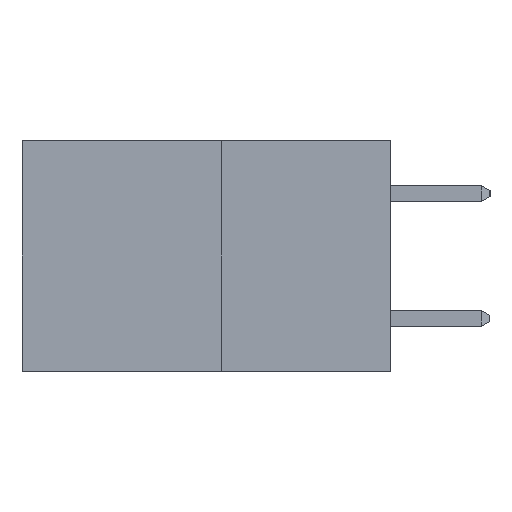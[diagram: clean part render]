
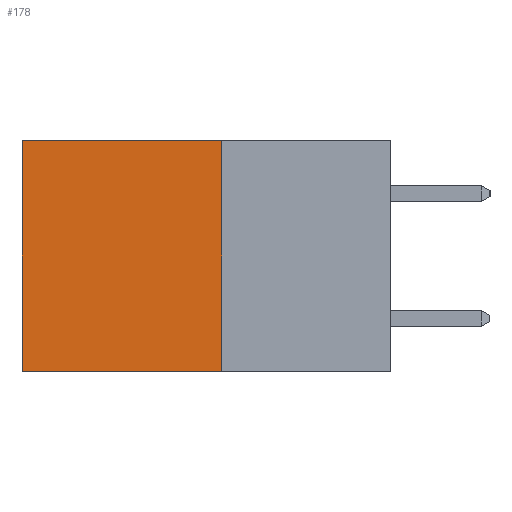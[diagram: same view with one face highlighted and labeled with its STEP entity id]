
A CAD part, left-side view. The second image highlights one B-rep face of the part: STEP entity #178.
In plain terms, the highlighted planar face has unit normal (-1, 0, 0).
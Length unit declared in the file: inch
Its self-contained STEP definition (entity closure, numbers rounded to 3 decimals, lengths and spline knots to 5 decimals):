
#67 = EDGE_CURVE ( 'NONE', #2702, #6993, #1179, .T. ) ;
#178 = ADVANCED_FACE ( 'NONE', ( #1076 ), #3895, .F. ) ;
#305 = LINE ( 'NONE', #8144, #7490 ) ;
#427 = ORIENTED_EDGE ( 'NONE', *, *, #67, .T. ) ;
#667 = ORIENTED_EDGE ( 'NONE', *, *, #1958, .T. ) ;
#704 = DIRECTION ( 'NONE',  ( 0., 0., -1. ) ) ;
#859 = CARTESIAN_POINT ( 'NONE',  ( 0.277, 0.27, -0.37 ) ) ;
#1075 = VERTEX_POINT ( 'NONE', #7837 ) ;
#1076 = FACE_OUTER_BOUND ( 'NONE', #6897, .T. ) ;
#1179 = LINE ( 'NONE', #3593, #8231 ) ;
#1905 = CARTESIAN_POINT ( 'NONE',  ( 0.277, 0.59, -0.37 ) ) ;
#1958 = EDGE_CURVE ( 'NONE', #6554, #2702, #7053, .T. ) ;
#2702 = VERTEX_POINT ( 'NONE', #5644 ) ;
#3050 = CARTESIAN_POINT ( 'NONE',  ( 0.277, 0.27, -0.37 ) ) ;
#3535 = VECTOR ( 'NONE', #5474, 39.37008 ) ;
#3593 = CARTESIAN_POINT ( 'NONE',  ( 0.277, 0.59, -0.37 ) ) ;
#3895 = PLANE ( 'NONE',  #6348 ) ;
#4172 = VECTOR ( 'NONE', #704, 39.37008 ) ;
#4273 = EDGE_CURVE ( 'NONE', #1075, #6993, #305, .T. ) ;
#4303 = ORIENTED_EDGE ( 'NONE', *, *, #4273, .F. ) ;
#4396 = LINE ( 'NONE', #859, #4172 ) ;
#4686 = CARTESIAN_POINT ( 'NONE',  ( 0.277, 0.27, 0. ) ) ;
#5474 = DIRECTION ( 'NONE',  ( 0., 1., 0. ) ) ;
#5498 = EDGE_CURVE ( 'NONE', #6554, #1075, #4396, .T. ) ;
#5644 = CARTESIAN_POINT ( 'NONE',  ( 0.277, 0.59, 0. ) ) ;
#6103 = DIRECTION ( 'NONE',  ( 0., 0., -1. ) ) ;
#6313 = DIRECTION ( 'NONE',  ( 0., 0., -1. ) ) ;
#6348 = AXIS2_PLACEMENT_3D ( 'NONE', #3050, #8869, #6313 ) ;
#6554 = VERTEX_POINT ( 'NONE', #8382 ) ;
#6897 = EDGE_LOOP ( 'NONE', ( #427, #4303, #7798, #667 ) ) ;
#6993 = VERTEX_POINT ( 'NONE', #1905 ) ;
#7053 = LINE ( 'NONE', #4686, #3535 ) ;
#7490 = VECTOR ( 'NONE', #8175, 39.37008 ) ;
#7798 = ORIENTED_EDGE ( 'NONE', *, *, #5498, .F. ) ;
#7837 = CARTESIAN_POINT ( 'NONE',  ( 0.277, 0.27, -0.37 ) ) ;
#8144 = CARTESIAN_POINT ( 'NONE',  ( 0.277, 0.27, -0.37 ) ) ;
#8175 = DIRECTION ( 'NONE',  ( 0., 1., 0. ) ) ;
#8231 = VECTOR ( 'NONE', #6103, 39.37008 ) ;
#8382 = CARTESIAN_POINT ( 'NONE',  ( 0.277, 0.27, 0. ) ) ;
#8869 = DIRECTION ( 'NONE',  ( 1., 0., 0. ) ) ;
